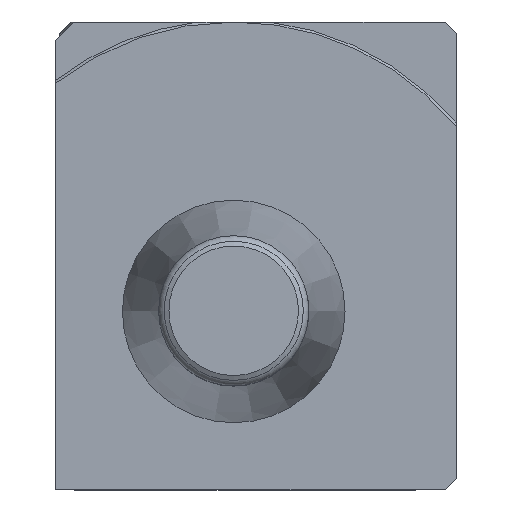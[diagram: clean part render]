
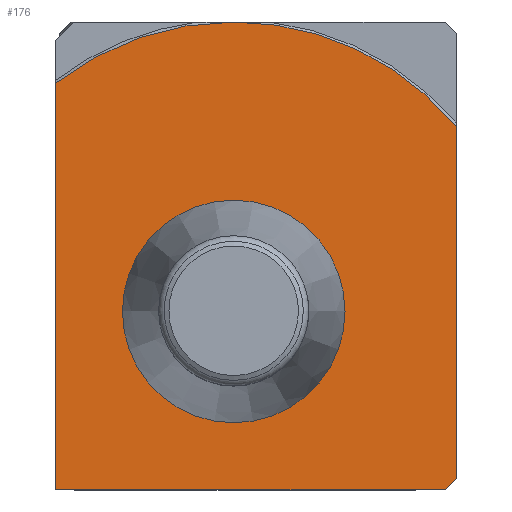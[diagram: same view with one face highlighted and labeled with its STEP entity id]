
A CAD part, top view. The second image highlights one B-rep face of the part: STEP entity #176.
In plain terms, the highlighted planar face has unit normal (0, 0, 1).
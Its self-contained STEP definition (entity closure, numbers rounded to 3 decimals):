
#117=FACE_BOUND('',#294,.T.);
#118=FACE_BOUND('',#295,.T.);
#145=CIRCLE('',#988,5.);
#146=CIRCLE('',#989,13.);
#147=CIRCLE('',#990,13.);
#176=ADVANCED_FACE('AL5R_SU1',(#117,#118),#225,.T.);
#225=PLANE('',#991);
#294=EDGE_LOOP('',(#381));
#295=EDGE_LOOP('',(#382,#383,#384,#385,#386,#387));
#381=ORIENTED_EDGE('',*,*,#677,.F.);
#382=ORIENTED_EDGE('',*,*,#678,.F.);
#383=ORIENTED_EDGE('',*,*,#679,.T.);
#384=ORIENTED_EDGE('',*,*,#680,.F.);
#385=ORIENTED_EDGE('',*,*,#681,.T.);
#386=ORIENTED_EDGE('',*,*,#682,.T.);
#387=ORIENTED_EDGE('',*,*,#683,.F.);
#595=VERTEX_POINT('',#1369);
#596=VERTEX_POINT('',#1371);
#597=VERTEX_POINT('',#1372);
#598=VERTEX_POINT('',#1374);
#599=VERTEX_POINT('',#1376);
#600=VERTEX_POINT('',#1378);
#601=VERTEX_POINT('',#1380);
#677=EDGE_CURVE('',#595,#595,#145,.T.);
#678=EDGE_CURVE('',#596,#597,#787,.T.);
#679=EDGE_CURVE('',#596,#598,#788,.T.);
#680=EDGE_CURVE('',#599,#598,#789,.T.);
#681=EDGE_CURVE('',#599,#600,#146,.T.);
#682=EDGE_CURVE('',#600,#601,#147,.T.);
#683=EDGE_CURVE('',#597,#601,#790,.T.);
#787=LINE('',#1370,#866);
#788=LINE('',#1373,#867);
#789=LINE('',#1375,#868);
#790=LINE('',#1381,#869);
#866=VECTOR('',#1107,1.);
#867=VECTOR('',#1108,1.);
#868=VECTOR('',#1109,1.);
#869=VECTOR('',#1114,1.);
#988=AXIS2_PLACEMENT_3D('',#1368,#1105,#1106);
#989=AXIS2_PLACEMENT_3D('',#1377,#1110,#1111);
#990=AXIS2_PLACEMENT_3D('',#1379,#1112,#1113);
#991=AXIS2_PLACEMENT_3D('',#1382,#1115,#1116);
#1105=DIRECTION('',(0.,0.,1.));
#1106=DIRECTION('',(1.,0.,0.));
#1107=DIRECTION('',(-1.,0.,0.));
#1108=DIRECTION('',(0.707,0.707,0.));
#1109=DIRECTION('',(0.,-1.,0.));
#1110=DIRECTION('',(0.,0.,1.));
#1111=DIRECTION('',(1.,0.,0.));
#1112=DIRECTION('',(0.,0.,1.));
#1113=DIRECTION('',(1.,0.,0.));
#1114=DIRECTION('',(0.,1.,0.));
#1115=DIRECTION('',(0.,0.,1.));
#1116=DIRECTION('',(1.,0.,0.));
#1368=CARTESIAN_POINT('',(0.,0.,0.));
#1369=CARTESIAN_POINT('',(5.,0.,0.));
#1370=CARTESIAN_POINT('',(10.,-8.,0.));
#1371=CARTESIAN_POINT('',(9.5,-8.,0.));
#1372=CARTESIAN_POINT('',(-8.,-8.,0.));
#1373=CARTESIAN_POINT('',(8.75,-8.75,0.));
#1374=CARTESIAN_POINT('',(10.,-7.5,0.));
#1375=CARTESIAN_POINT('',(10.,13.,0.));
#1376=CARTESIAN_POINT('',(10.,8.307,0.));
#1377=CARTESIAN_POINT('',(0.,0.,0.));
#1378=CARTESIAN_POINT('',(0.,13.,0.));
#1379=CARTESIAN_POINT('',(0.,0.,0.));
#1380=CARTESIAN_POINT('',(-8.,10.247,0.));
#1381=CARTESIAN_POINT('',(-8.,-8.,0.));
#1382=CARTESIAN_POINT('',(0.,0.,0.));
